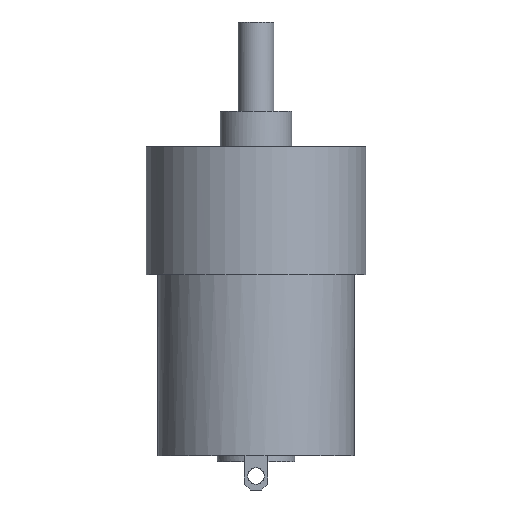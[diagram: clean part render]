
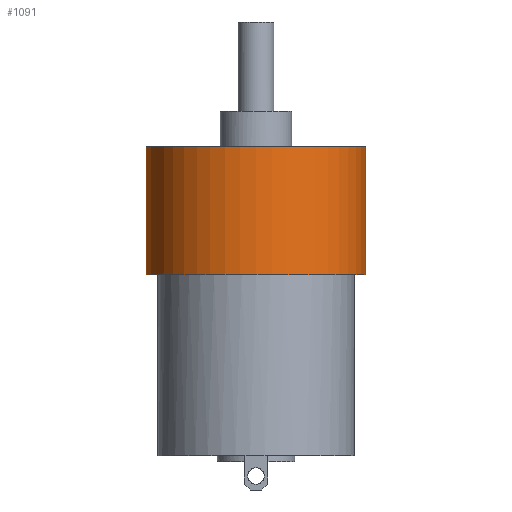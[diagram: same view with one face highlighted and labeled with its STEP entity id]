
A CAD part, front view. The second image highlights one B-rep face of the part: STEP entity #1091.
In plain terms, the highlighted cylindrical face has radius 18.5 mm (diameter 37 mm), a partial arc.
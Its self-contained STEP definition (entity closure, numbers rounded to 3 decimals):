
#24 = CARTESIAN_POINT ( 'NONE',  ( -8.198, -16.628, 0. ) ) ;
#31 = FACE_OUTER_BOUND ( 'NONE', #1963, .T. ) ;
#37 = CARTESIAN_POINT ( 'NONE',  ( 5.961, -17.555, 21.5 ) ) ;
#211 = CARTESIAN_POINT ( 'NONE',  ( -18.381, -2.422, 0. ) ) ;
#241 = CARTESIAN_POINT ( 'NONE',  ( -4.797, -17.908, 21.5 ) ) ;
#242 = CARTESIAN_POINT ( 'NONE',  ( 18.5, -1.211, 0. ) ) ;
#259 = CARTESIAN_POINT ( 'NONE',  ( 8.198, -16.628, 0. ) ) ;
#289 = CARTESIAN_POINT ( 'NONE',  ( 16.055, -9.271, 21.5 ) ) ;
#309 = CARTESIAN_POINT ( 'NONE',  ( -9.271, -16.055, 21.5 ) ) ;
#319 = DIRECTION ( 'NONE',  ( -1., 0., 0. ) ) ;
#492 = CARTESIAN_POINT ( 'NONE',  ( 18.5, 0., 0. ) ) ;
#496 = CARTESIAN_POINT ( 'NONE',  ( 14.709, -11.285, 21.5 ) ) ;
#497 = CARTESIAN_POINT ( 'NONE',  ( 17.555, -5.961, 0. ) ) ;
#515 = CARTESIAN_POINT ( 'NONE',  ( 18.381, -2.422, 0. ) ) ;
#543 = CARTESIAN_POINT ( 'NONE',  ( -11.285, -14.709, 21.5 ) ) ;
#667 = VECTOR ( 'NONE', #2793, 1000. ) ;
#738 = CARTESIAN_POINT ( 'NONE',  ( 14.709, -11.285, 0. ) ) ;
#751 = CARTESIAN_POINT ( 'NONE',  ( -1.211, -18.5, 21.5 ) ) ;
#758 = CARTESIAN_POINT ( 'NONE',  ( -18.5, 0., 0. ) ) ;
#760 = ORIENTED_EDGE ( 'NONE', *, *, #1636, .T. ) ;
#766 = CARTESIAN_POINT ( 'NONE',  ( 18.5, 0., 21.5 ) ) ;
#797 = EDGE_CURVE ( 'NONE', #2372, #2100, #3225, .T. ) ;
#993 = CARTESIAN_POINT ( 'NONE',  ( 12.225, -13.938, 0. ) ) ;
#1005 = CARTESIAN_POINT ( 'NONE',  ( 16.628, -8.198, 21.5 ) ) ;
#1006 = CARTESIAN_POINT ( 'NONE',  ( 5.961, -17.555, 0. ) ) ;
#1018 = CARTESIAN_POINT ( 'NONE',  ( 17.555, -5.961, 21.5 ) ) ;
#1020 = CARTESIAN_POINT ( 'NONE',  ( 18.5, 0., 0. ) ) ;
#1039 = CARTESIAN_POINT ( 'NONE',  ( -18.5, 0., 21.5 ) ) ;
#1042 = CARTESIAN_POINT ( 'NONE',  ( 16.055, -9.271, 0. ) ) ;
#1091 = ADVANCED_FACE ( 'NONE', ( #31 ), #2337, .T. ) ;
#1243 = CARTESIAN_POINT ( 'NONE',  ( -14.709, -11.285, 0. ) ) ;
#1257 = CARTESIAN_POINT ( 'NONE',  ( -18.381, -2.422, 21.5 ) ) ;
#1272 = CARTESIAN_POINT ( 'NONE',  ( -18.5, -1.211, 0. ) ) ;
#1289 = CARTESIAN_POINT ( 'NONE',  ( -13.938, -12.225, 0. ) ) ;
#1305 = CARTESIAN_POINT ( 'NONE',  ( -18.5, -1.211, 21.5 ) ) ;
#1320 = CARTESIAN_POINT ( 'NONE',  ( -12.225, -13.938, 21.5 ) ) ;
#1461 = AXIS2_PLACEMENT_3D ( 'NONE', #2102, #2861, #319 ) ;
#1506 = CARTESIAN_POINT ( 'NONE',  ( 9.271, -16.055, 0. ) ) ;
#1523 = CARTESIAN_POINT ( 'NONE',  ( -16.628, -8.198, 0. ) ) ;
#1553 = CARTESIAN_POINT ( 'NONE',  ( -13.938, -12.225, 21.5 ) ) ;
#1636 = EDGE_CURVE ( 'NONE', #2580, #2525, #2743, .T. ) ;
#1756 = CARTESIAN_POINT ( 'NONE',  ( -16.628, -8.198, 21.5 ) ) ;
#1758 = CARTESIAN_POINT ( 'NONE',  ( -5.961, -17.555, 0. ) ) ;
#1761 = LINE ( 'NONE', #758, #667 ) ;
#1770 = CARTESIAN_POINT ( 'NONE',  ( 12.225, -13.938, 21.5 ) ) ;
#1771 = CARTESIAN_POINT ( 'NONE',  ( -1.211, -18.5, 0. ) ) ;
#1785 = CARTESIAN_POINT ( 'NONE',  ( -5.961, -17.555, 21.5 ) ) ;
#1799 = CARTESIAN_POINT ( 'NONE',  ( 9.271, -16.055, 21.5 ) ) ;
#1800 = CARTESIAN_POINT ( 'NONE',  ( -11.285, -14.709, 0. ) ) ;
#1842 = ORIENTED_EDGE ( 'NONE', *, *, #797, .T. ) ;
#1891 = CARTESIAN_POINT ( 'NONE',  ( 18.5, 0., 0. ) ) ;
#1963 = EDGE_LOOP ( 'NONE', ( #760, #2824, #1842, #2072 ) ) ;
#2022 = CARTESIAN_POINT ( 'NONE',  ( 2.422, -18.381, 21.5 ) ) ;
#2024 = CARTESIAN_POINT ( 'NONE',  ( 17.908, -4.797, 0. ) ) ;
#2038 = CARTESIAN_POINT ( 'NONE',  ( -2.422, -18.381, 21.5 ) ) ;
#2040 = CARTESIAN_POINT ( 'NONE',  ( -18.5, 0., 0. ) ) ;
#2057 = CARTESIAN_POINT ( 'NONE',  ( 18.5, -1.211, 21.5 ) ) ;
#2072 = ORIENTED_EDGE ( 'NONE', *, *, #2280, .F. ) ;
#2074 = CARTESIAN_POINT ( 'NONE',  ( 11.285, -14.709, 21.5 ) ) ;
#2100 = VERTEX_POINT ( 'NONE', #2404 ) ;
#2102 = CARTESIAN_POINT ( 'NONE',  ( 0., 0., 0. ) ) ;
#2145 = CARTESIAN_POINT ( 'NONE',  ( -18.5, 0., 0. ) ) ;
#2211 = VECTOR ( 'NONE', #2529, 1000. ) ;
#2249 = CARTESIAN_POINT ( 'NONE',  ( -17.555, -5.961, 0. ) ) ;
#2265 = CARTESIAN_POINT ( 'NONE',  ( -12.225, -13.938, 0. ) ) ;
#2280 = EDGE_CURVE ( 'NONE', #2580, #2100, #1761, .T. ) ;
#2295 = CARTESIAN_POINT ( 'NONE',  ( -9.271, -16.055, 0. ) ) ;
#2309 = CARTESIAN_POINT ( 'NONE',  ( 1.211, -18.5, 21.5 ) ) ;
#2311 = CARTESIAN_POINT ( 'NONE',  ( -16.055, -9.271, 0. ) ) ;
#2337 = CYLINDRICAL_SURFACE ( 'NONE', #1461, 18.5 ) ;
#2372 = VERTEX_POINT ( 'NONE', #2640 ) ;
#2404 = CARTESIAN_POINT ( 'NONE',  ( -18.5, 0., 21.5 ) ) ;
#2525 = VERTEX_POINT ( 'NONE', #1891 ) ;
#2529 = DIRECTION ( 'NONE',  ( 0., 0., 1. ) ) ;
#2534 = CARTESIAN_POINT ( 'NONE',  ( 4.797, -17.908, 21.5 ) ) ;
#2536 = CARTESIAN_POINT ( 'NONE',  ( 13.938, -12.225, 0. ) ) ;
#2550 = CARTESIAN_POINT ( 'NONE',  ( 1.211, -18.5, 0. ) ) ;
#2580 = VERTEX_POINT ( 'NONE', #2145 ) ;
#2584 = CARTESIAN_POINT ( 'NONE',  ( -8.198, -16.628, 21.5 ) ) ;
#2640 = CARTESIAN_POINT ( 'NONE',  ( 18.5, 0., 21.5 ) ) ;
#2743 = B_SPLINE_CURVE_WITH_KNOTS ( 'NONE', 3,
 ( #2040, #1272, #211, #3027, #2249, #1523, #2311, #1243, #1289, #2265, #1800, #2295, #24, #1758, #3308, #3075, #1771, #2550, #2789, #2804, #1006, #259, #1506, #3293, #993, #2536, #738, #1042, #3041, #497, #2024, #515, #242, #1020 ),
 .UNSPECIFIED., .F., .F.,
 ( 4, 2, 2, 2, 2, 2, 2, 2, 2, 2, 2, 2, 2, 2, 2, 2, 4 ),
 ( 0.5, 0.531, 0.563, 0.594, 0.625, 0.656, 0.688, 0.719, 0.75, 0.781, 0.813, 0.844, 0.875, 0.906, 0.938, 0.969, 1. ),
 .UNSPECIFIED. ) ;
#2784 = LINE ( 'NONE', #492, #2211 ) ;
#2788 = CARTESIAN_POINT ( 'NONE',  ( -17.555, -5.961, 21.5 ) ) ;
#2789 = CARTESIAN_POINT ( 'NONE',  ( 2.422, -18.381, 0. ) ) ;
#2793 = DIRECTION ( 'NONE',  ( 0., 0., 1. ) ) ;
#2802 = CARTESIAN_POINT ( 'NONE',  ( -17.908, -4.797, 21.5 ) ) ;
#2804 = CARTESIAN_POINT ( 'NONE',  ( 4.797, -17.908, 0. ) ) ;
#2818 = CARTESIAN_POINT ( 'NONE',  ( -14.709, -11.285, 21.5 ) ) ;
#2824 = ORIENTED_EDGE ( 'NONE', *, *, #3067, .T. ) ;
#2833 = CARTESIAN_POINT ( 'NONE',  ( 17.908, -4.797, 21.5 ) ) ;
#2861 = DIRECTION ( 'NONE',  ( 0., 0., 1. ) ) ;
#3027 = CARTESIAN_POINT ( 'NONE',  ( -17.908, -4.797, 0. ) ) ;
#3040 = CARTESIAN_POINT ( 'NONE',  ( 13.938, -12.225, 21.5 ) ) ;
#3041 = CARTESIAN_POINT ( 'NONE',  ( 16.628, -8.198, 0. ) ) ;
#3056 = CARTESIAN_POINT ( 'NONE',  ( -16.055, -9.271, 21.5 ) ) ;
#3067 = EDGE_CURVE ( 'NONE', #2525, #2372, #2784, .T. ) ;
#3072 = CARTESIAN_POINT ( 'NONE',  ( 18.381, -2.422, 21.5 ) ) ;
#3075 = CARTESIAN_POINT ( 'NONE',  ( -2.422, -18.381, 0. ) ) ;
#3225 = B_SPLINE_CURVE_WITH_KNOTS ( 'NONE', 3,
 ( #766, #2057, #3072, #2833, #1018, #1005, #289, #496, #3040, #1770, #2074, #1799, #3292, #37, #2534, #2022, #2309, #751, #2038, #241, #1785, #2584, #309, #543, #1320, #1553, #2818, #3056, #1756, #2788, #2802, #1257, #1305, #1039 ),
 .UNSPECIFIED., .F., .F.,
 ( 4, 2, 2, 2, 2, 2, 2, 2, 2, 2, 2, 2, 2, 2, 2, 2, 4 ),
 ( 0., 0.031, 0.063, 0.094, 0.125, 0.156, 0.188, 0.219, 0.25, 0.281, 0.313, 0.344, 0.375, 0.406, 0.438, 0.469, 0.5 ),
 .UNSPECIFIED. ) ;
#3292 = CARTESIAN_POINT ( 'NONE',  ( 8.198, -16.628, 21.5 ) ) ;
#3293 = CARTESIAN_POINT ( 'NONE',  ( 11.285, -14.709, 0. ) ) ;
#3308 = CARTESIAN_POINT ( 'NONE',  ( -4.797, -17.908, 0. ) ) ;
